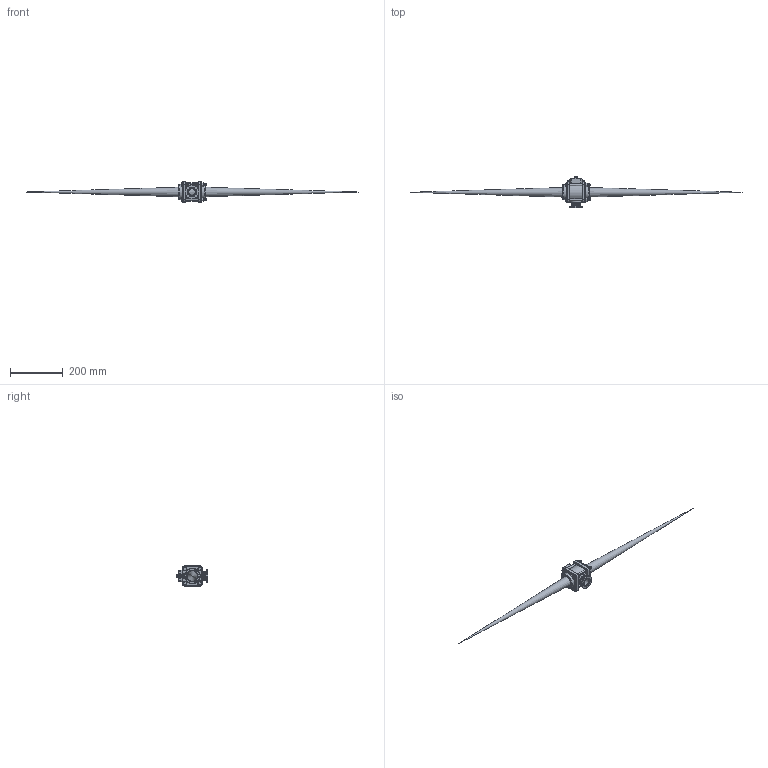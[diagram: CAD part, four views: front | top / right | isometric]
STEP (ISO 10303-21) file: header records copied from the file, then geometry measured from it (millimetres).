
FILE_DESCRIPTION(/* description */ ('EVX 1.25" BL VALVE ONLY'),/* implementation_level */ '2;1');
FILE_NAME(/* name */ 'EVX125BLX.stp',/* time_stamp */ '2019-09-17T11:15:05-04:00',/* author */ ('DMK'),/* organization */ (''),/* preprocessor_version */ 'ST-DEVELOPER v17.2',/* originating_system */ 'Autodesk Inventor 2019',/* authorisation */ '');
FILE_SCHEMA (('AUTOMOTIVE_DESIGN { 1 0 10303 214 3 1 1 }'));
Length unit declared in the file: inch
Products named in the file (13): EVX125BLX; AQ206V; EVP20151A; MEVX10354AB; MEVX10354ABX; V10117; V10118; V10119; VE10256A; V10256X; VE10258A; VE10264; VE10355
Assembly tree (24 placements, depth 3):
  EVX125BLX
    AQ206V
    EVP20151A
    MEVX10354AB
      MEVX10354ABX
    V10117  x4
    V10118  x4
    V10119  x4
    VE10256A  x2
      V10256X
    VE10258A  x2
    VE10264  x2
    VE10355
Bounding box: 1258.59 x 119.2 x 76.2 mm (x, y, z)
Volume: 324288.4 mm3; surface area: 296914.2 mm2
Topology: 22 solids, 22 shells, 1603 faces, 3769 edges, 2266 vertices
Faces by surface type: cylinder 532, cone 447, plane 392, bspline 134, torus 76, sphere 22
Full cylindrical faces by diameter (mm): 3.429 x4, 6.35 x2, 8.89 x8, 13.665 x1, 19.177 x2, 19.304 x1, 25.4 x1, 25.908 x9, 34.036 x1, 35.052 x1, 37.973 x2, 38.1 x2, 41.148 x1, 51.816 x1, 53.848 x1, 53.95 x2, 57.15 x2, 60.325 x2, 62.992 x2, 63.5 x2
Entity records: 28941 total; most frequent: CARTESIAN_POINT 11641, ORIENTED_EDGE 3564, DIRECTION 3406, EDGE_CURVE 1782, AXIS2_PLACEMENT_3D 1312, VERTEX_POINT 1108, EDGE_LOOP 804, LINE 782
